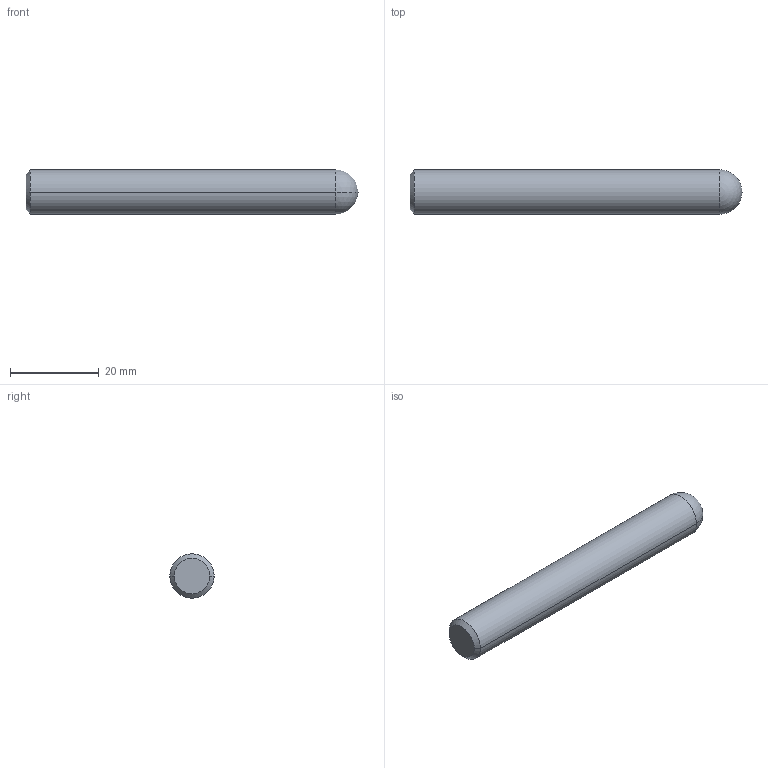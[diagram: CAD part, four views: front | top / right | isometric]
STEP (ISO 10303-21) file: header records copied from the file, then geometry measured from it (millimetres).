
FILE_DESCRIPTION (( 'STEP AP214' ), '1' );
FILE_NAME ('95-1-78430-1030075.STEP', '2021-01-12T16:13:26', ( '' ), ( '' ), 'SwSTEP 2.0', 'SolidWorks 2020', '' );
FILE_SCHEMA (( 'AUTOMOTIVE_DESIGN' ));
Length unit declared in the file: millimetre
Products named in the file (1): 95-1-78430-1030075
Bounding box: 75 x 10 x 10 mm (x, y, z)
Volume: 5744.9 mm3; surface area: 2415 mm2
Topology: 1 solids, 1 shells, 7 faces, 16 edges, 9 vertices
Faces by surface type: cone 2, cylinder 2, sphere 2, plane 1
Entity records: 204 total; most frequent: DIRECTION 36, CARTESIAN_POINT 27, ORIENTED_EDGE 24, AXIS2_PLACEMENT_3D 16, EDGE_CURVE 12, CIRCLE 8, FACE_OUTER_BOUND 7, VERTEX_POINT 7
